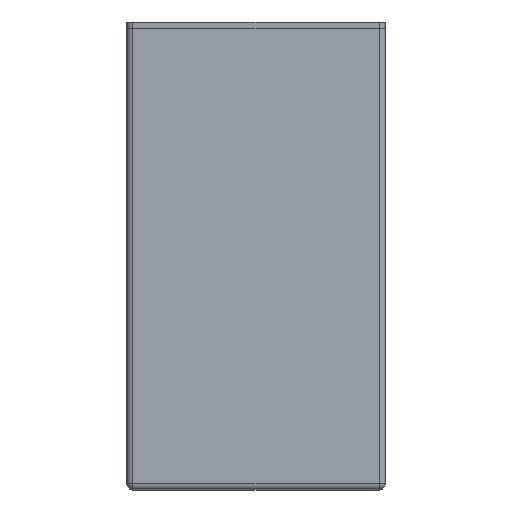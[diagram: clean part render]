
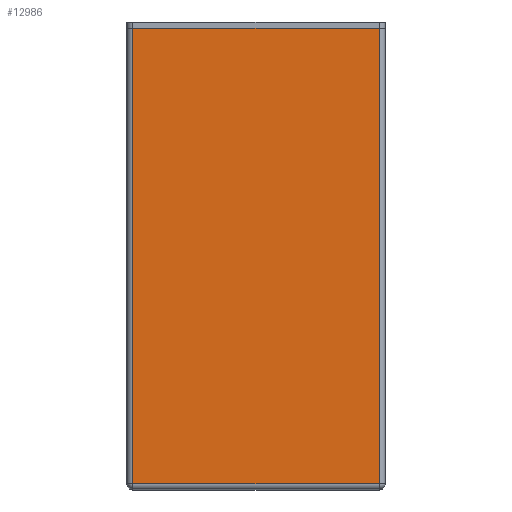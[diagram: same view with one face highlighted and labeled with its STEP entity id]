
A CAD part, top view. The second image highlights one B-rep face of the part: STEP entity #12986.
In plain terms, the highlighted planar face has unit normal (0, 0, 1).
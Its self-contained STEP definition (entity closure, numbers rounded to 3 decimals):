
#889=FACE_OUTER_BOUND('',#1704,.T.);
#1704=EDGE_LOOP('',(#11835,#11836,#11837,#11838));
#1769=LINE('',#16809,#3534);
#1772=LINE('',#16823,#3537);
#1784=LINE('',#16861,#3549);
#3466=LINE('',#20208,#5231);
#3534=VECTOR('',#13795,10.);
#3537=VECTOR('',#13810,10.);
#3549=VECTOR('',#13854,10.);
#5231=VECTOR('',#16618,10.);
#5292=VERTEX_POINT('',#16802);
#5294=VERTEX_POINT('',#16807);
#5295=VERTEX_POINT('',#16812);
#5298=VERTEX_POINT('',#16819);
#6519=EDGE_CURVE('',#5294,#5292,#1769,.T.);
#6526=EDGE_CURVE('',#5295,#5298,#1772,.T.);
#6546=EDGE_CURVE('',#5292,#5295,#1784,.T.);
#8232=EDGE_CURVE('',#5298,#5294,#3466,.T.);
#11835=ORIENTED_EDGE('',*,*,#6519,.F.);
#11836=ORIENTED_EDGE('',*,*,#8232,.F.);
#11837=ORIENTED_EDGE('',*,*,#6526,.F.);
#11838=ORIENTED_EDGE('',*,*,#6546,.F.);
#12403=PLANE('',#13622);
#12986=ADVANCED_FACE('',(#889),#12403,.T.);
#13622=AXIS2_PLACEMENT_3D('',#20216,#16629,#16630);
#13795=DIRECTION('',(0.,-1.,0.));
#13810=DIRECTION('',(0.,1.,0.));
#13854=DIRECTION('',(-1.,0.,0.));
#16618=DIRECTION('',(1.,0.,0.));
#16629=DIRECTION('center_axis',(0.,0.,1.));
#16630=DIRECTION('ref_axis',(-1.,0.,0.));
#16802=CARTESIAN_POINT('',(40.5,0.,25.));
#16807=CARTESIAN_POINT('',(40.5,150.,25.));
#16809=CARTESIAN_POINT('',(40.5,0.,25.));
#16812=CARTESIAN_POINT('',(-40.5,0.,25.));
#16819=CARTESIAN_POINT('',(-40.5,150.,25.));
#16823=CARTESIAN_POINT('',(-40.5,0.,25.));
#16861=CARTESIAN_POINT('',(21.25,0.,25.));
#20208=CARTESIAN_POINT('',(-42.5,150.,25.));
#20216=CARTESIAN_POINT('Origin',(42.5,0.,25.));
